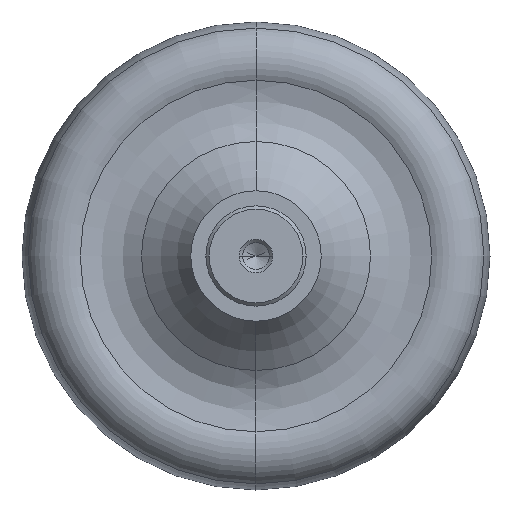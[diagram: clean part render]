
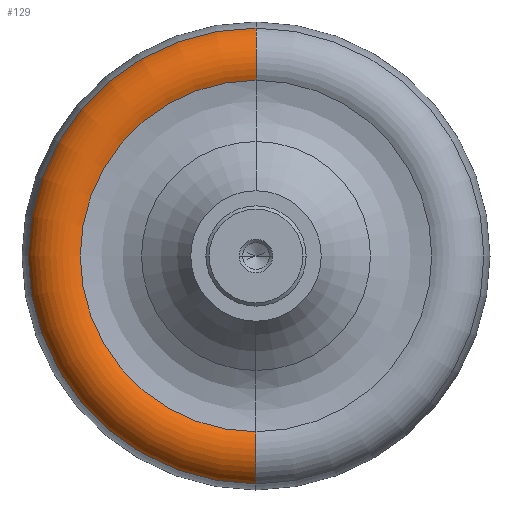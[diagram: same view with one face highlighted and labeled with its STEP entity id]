
A CAD part, left-side view. The second image highlights one B-rep face of the part: STEP entity #129.
In plain terms, the highlighted toroidal (fillet/blend) face has major radius 58 mm and minor radius 11 mm.
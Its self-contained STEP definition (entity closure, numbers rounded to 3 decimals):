
#129 = ADVANCED_FACE( '', ( #206 ), #207, .T. );
#206 = FACE_OUTER_BOUND( '', #352, .T. );
#207 = TOROIDAL_SURFACE( '', #353, 58., 11. );
#352 = EDGE_LOOP( '', ( #529, #530, #531, #532, #533, #534 ) );
#353 = AXIS2_PLACEMENT_3D( '', #535, #536, #537 );
#529 = ORIENTED_EDGE( '', *, *, #1045, .F. );
#530 = ORIENTED_EDGE( '', *, *, #1046, .T. );
#531 = ORIENTED_EDGE( '', *, *, #1047, .T. );
#532 = ORIENTED_EDGE( '', *, *, #1048, .F. );
#533 = ORIENTED_EDGE( '', *, *, #1049, .F. );
#534 = ORIENTED_EDGE( '', *, *, #1050, .F. );
#535 = CARTESIAN_POINT( '', ( 36., 0., 0. ) );
#536 = DIRECTION( '', ( -1., 0., 0. ) );
#537 = DIRECTION( '', ( 0., 0., 1. ) );
#1045 = EDGE_CURVE( '', #1226, #1223, #1227, .T. );
#1046 = EDGE_CURVE( '', #1226, #1228, #1229, .T. );
#1047 = EDGE_CURVE( '', #1228, #1230, #1231, .T. );
#1048 = EDGE_CURVE( '', #1221, #1230, #1232, .T. );
#1049 = EDGE_CURVE( '', #1233, #1221, #1234, .T. );
#1050 = EDGE_CURVE( '', #1223, #1233, #1235, .T. );
#1221 = VERTEX_POINT( '', #1493 );
#1223 = VERTEX_POINT( '', #1495 );
#1226 = VERTEX_POINT( '', #1498 );
#1227 = CIRCLE( '', #1499, 11. );
#1228 = VERTEX_POINT( '', #1500 );
#1229 = CIRCLE( '', #1501, 68.159 );
#1230 = VERTEX_POINT( '', #1502 );
#1231 = CIRCLE( '', #1503, 68.159 );
#1232 = CIRCLE( '', #1504, 11. );
#1233 = VERTEX_POINT( '', #1505 );
#1234 = CIRCLE( '', #1506, 52.566 );
#1235 = CIRCLE( '', #1507, 52.566 );
#1493 = CARTESIAN_POINT( '', ( 26.436, 0., -52.566 ) );
#1495 = CARTESIAN_POINT( '', ( 26.436, 0., 52.566 ) );
#1498 = CARTESIAN_POINT( '', ( 31.782, 0., 68.159 ) );
#1499 = AXIS2_PLACEMENT_3D( '', #2237, #2238, #2239 );
#1500 = CARTESIAN_POINT( '', ( 31.782, 68.159, 0. ) );
#1501 = AXIS2_PLACEMENT_3D( '', #2240, #2241, #2242 );
#1502 = CARTESIAN_POINT( '', ( 31.782, 0., -68.159 ) );
#1503 = AXIS2_PLACEMENT_3D( '', #2243, #2244, #2245 );
#1504 = AXIS2_PLACEMENT_3D( '', #2246, #2247, #2248 );
#1505 = CARTESIAN_POINT( '', ( 26.436, 52.566, 0. ) );
#1506 = AXIS2_PLACEMENT_3D( '', #2249, #2250, #2251 );
#1507 = AXIS2_PLACEMENT_3D( '', #2252, #2253, #2254 );
#2237 = CARTESIAN_POINT( '', ( 36., 0., 58. ) );
#2238 = DIRECTION( '', ( 0., -1., 0. ) );
#2239 = DIRECTION( '', ( 0., 0., 1. ) );
#2240 = CARTESIAN_POINT( '', ( 31.782, 0., 0. ) );
#2241 = DIRECTION( '', ( -1., 0., 0. ) );
#2242 = DIRECTION( '', ( 0., 1., 0. ) );
#2243 = CARTESIAN_POINT( '', ( 31.782, 0., 0. ) );
#2244 = DIRECTION( '', ( -1., 0., 0. ) );
#2245 = DIRECTION( '', ( 0., 1., 0. ) );
#2246 = CARTESIAN_POINT( '', ( 36., 0., -58. ) );
#2247 = DIRECTION( '', ( 0., -1., 0. ) );
#2248 = DIRECTION( '', ( 0., 0., -1. ) );
#2249 = CARTESIAN_POINT( '', ( 26.436, 0., 0. ) );
#2250 = DIRECTION( '', ( -1., 0., 0. ) );
#2251 = DIRECTION( '', ( 0., 1., 0. ) );
#2252 = CARTESIAN_POINT( '', ( 26.436, 0., 0. ) );
#2253 = DIRECTION( '', ( -1., 0., 0. ) );
#2254 = DIRECTION( '', ( 0., 1., 0. ) );
